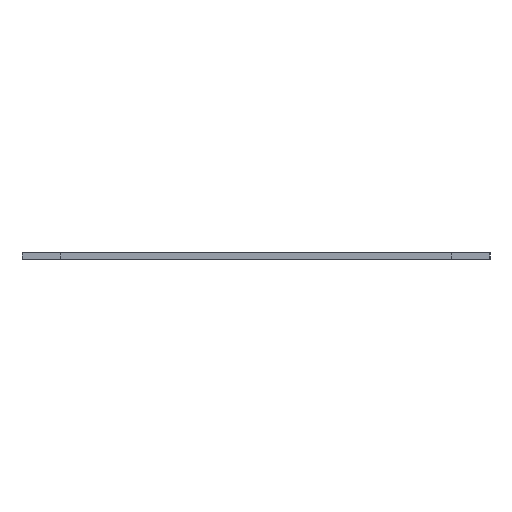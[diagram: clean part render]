
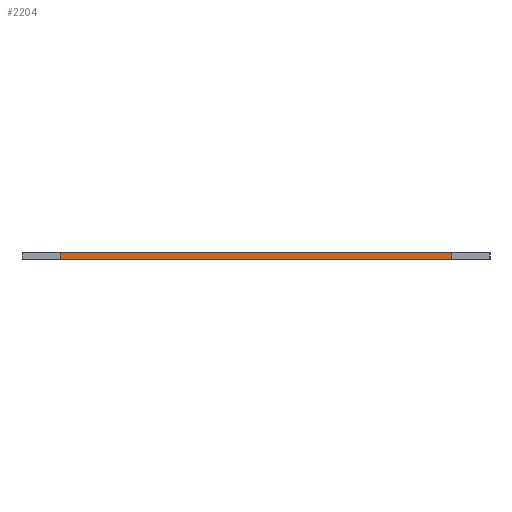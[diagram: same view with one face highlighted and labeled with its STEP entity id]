
A CAD part, left-side view. The second image highlights one B-rep face of the part: STEP entity #2204.
In plain terms, the highlighted planar face has unit normal (-1, 0, 0).
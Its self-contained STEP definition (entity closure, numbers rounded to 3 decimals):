
#154=FACE_OUTER_BOUND('',#278,.T.);
#278=EDGE_LOOP('',(#1883,#1884,#1885,#1886));
#321=LINE('',#2865,#621);
#593=LINE('',#3409,#893);
#597=LINE('',#3416,#897);
#598=LINE('',#3418,#898);
#621=VECTOR('',#2351,10.);
#893=VECTOR('',#2803,10.);
#897=VECTOR('',#2809,10.);
#898=VECTOR('',#2812,10.);
#918=VERTEX_POINT('',#2862);
#919=VERTEX_POINT('',#2864);
#1100=VERTEX_POINT('',#3406);
#1103=VERTEX_POINT('',#3413);
#1121=EDGE_CURVE('',#918,#919,#321,.T.);
#1393=EDGE_CURVE('',#918,#1100,#593,.T.);
#1397=EDGE_CURVE('',#919,#1103,#597,.T.);
#1398=EDGE_CURVE('',#1103,#1100,#598,.T.);
#1883=ORIENTED_EDGE('',*,*,#1398,.F.);
#1884=ORIENTED_EDGE('',*,*,#1397,.F.);
#1885=ORIENTED_EDGE('',*,*,#1121,.F.);
#1886=ORIENTED_EDGE('',*,*,#1393,.T.);
#2102=PLANE('',#2320);
#2204=ADVANCED_FACE('',(#154),#2102,.F.);
#2320=AXIS2_PLACEMENT_3D('',#3417,#2810,#2811);
#2351=DIRECTION('',(0.,1.,0.));
#2803=DIRECTION('',(0.,0.,1.));
#2809=DIRECTION('',(0.,0.,1.));
#2810=DIRECTION('center_axis',(1.,0.,0.));
#2811=DIRECTION('ref_axis',(0.,1.,0.));
#2812=DIRECTION('',(0.,-1.,0.));
#2862=CARTESIAN_POINT('',(3.,-29.1,0.));
#2864=CARTESIAN_POINT('',(3.,29.1,0.));
#2865=CARTESIAN_POINT('',(3.,0.,0.));
#3406=CARTESIAN_POINT('',(3.,-29.1,1.));
#3409=CARTESIAN_POINT('',(3.,-29.1,0.));
#3413=CARTESIAN_POINT('',(3.,29.1,1.));
#3416=CARTESIAN_POINT('',(3.,29.1,0.));
#3417=CARTESIAN_POINT('Origin',(3.,0.,0.));
#3418=CARTESIAN_POINT('',(3.,0.,1.));
